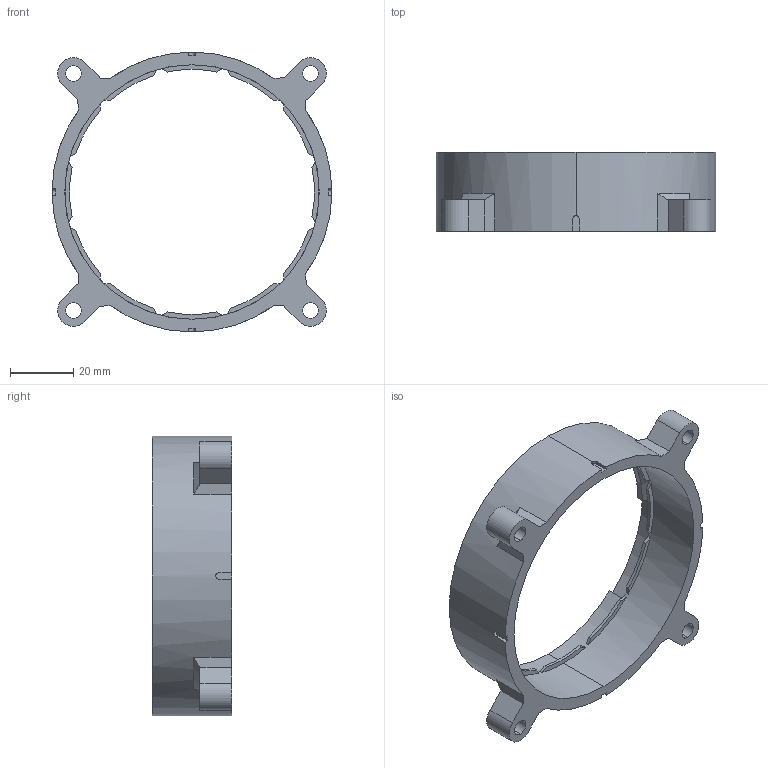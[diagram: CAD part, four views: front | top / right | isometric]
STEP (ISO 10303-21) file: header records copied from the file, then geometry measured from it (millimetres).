
FILE_DESCRIPTION(('FreeCAD Model'),'2;1');
FILE_NAME('Open CASCADE Shape Model','2022-04-21T14:50:42',(''),(''), 'Open CASCADE STEP processor 7.5','FreeCAD','Unknown');
FILE_SCHEMA(('AUTOMOTIVE_DESIGN { 1 0 10303 214 1 1 1 1 }'));
Length unit declared in the file: millimetre
Products named in the file (1): anneau_haut
Bounding box: 88.5 x 25 x 88.5 mm (x, y, z)
Volume: 30243.7 mm3; surface area: 18681.2 mm2
Topology: 1 solids, 1 shells, 128 faces, 372 edges, 248 vertices
Faces by surface type: plane 78, cylinder 38, cone 6, bspline 6
Entity records: 4652 total; most frequent: CARTESIAN_POINT 1182, ORIENTED_EDGE 744, DIRECTION 708, EDGE_CURVE 372, VERTEX_POINT 248, AXIS2_PLACEMENT_3D 244, LINE 220, VECTOR 220
